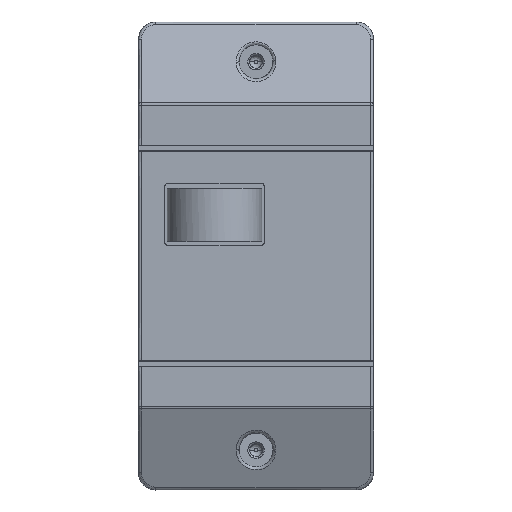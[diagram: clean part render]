
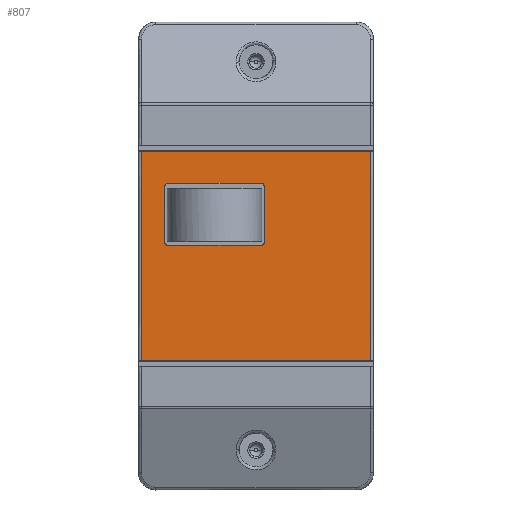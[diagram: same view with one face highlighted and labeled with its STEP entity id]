
A CAD part, top view. The second image highlights one B-rep face of the part: STEP entity #807.
In plain terms, the highlighted planar face has unit normal (0, 0, 1).
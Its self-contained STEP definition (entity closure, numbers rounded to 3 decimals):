
#807=ADVANCED_FACE('',(#1565,#1289),#12113,.T.);
#1289=FACE_BOUND('',#2305,.T.);
#1565=FACE_OUTER_BOUND('',#2304,.T.);
#2304=EDGE_LOOP('',(#4170,#4171,#4172,#4173));
#2305=EDGE_LOOP('',(#4174,#4175,#4176,#4177,#4178,#4179,#4180,#4181));
#4170=ORIENTED_EDGE('',*,*,#7403,.T.);
#4171=ORIENTED_EDGE('',*,*,#7318,.F.);
#4172=ORIENTED_EDGE('',*,*,#7404,.T.);
#4173=ORIENTED_EDGE('',*,*,#7279,.F.);
#4174=ORIENTED_EDGE('',*,*,#7412,.T.);
#4175=ORIENTED_EDGE('',*,*,#7405,.T.);
#4176=ORIENTED_EDGE('',*,*,#7406,.T.);
#4177=ORIENTED_EDGE('',*,*,#7407,.T.);
#4178=ORIENTED_EDGE('',*,*,#7408,.T.);
#4179=ORIENTED_EDGE('',*,*,#7409,.T.);
#4180=ORIENTED_EDGE('',*,*,#7410,.T.);
#4181=ORIENTED_EDGE('',*,*,#7411,.T.);
#7279=EDGE_CURVE('',#11118,#11115,#9097,.T.);
#7318=EDGE_CURVE('',#11147,#11144,#9136,.T.);
#7403=EDGE_CURVE('',#11118,#11144,#9221,.T.);
#7404=EDGE_CURVE('',#11147,#11115,#9222,.T.);
#7405=EDGE_CURVE('',#11211,#11212,#9223,.T.);
#7406=EDGE_CURVE('',#11212,#11213,#10293,.T.);
#7407=EDGE_CURVE('',#11213,#11214,#9224,.T.);
#7408=EDGE_CURVE('',#11214,#11215,#10294,.T.);
#7409=EDGE_CURVE('',#11215,#11216,#9225,.T.);
#7410=EDGE_CURVE('',#11216,#11217,#10295,.T.);
#7411=EDGE_CURVE('',#11217,#11218,#9226,.T.);
#7412=EDGE_CURVE('',#11218,#11211,#10296,.T.);
#9097=B_SPLINE_CURVE_WITH_KNOTS('',1,(#18974,#18975),.UNSPECIFIED.,.F.,
 .F.,(2,2),(-35.789,0.),.UNSPECIFIED.);
#9136=B_SPLINE_CURVE_WITH_KNOTS('',1,(#19056,#19057),.UNSPECIFIED.,.F.,
 .F.,(2,2),(-35.789,0.),.UNSPECIFIED.);
#9221=B_SPLINE_CURVE_WITH_KNOTS('',1,(#19226,#19227),.UNSPECIFIED.,.F.,
 .F.,(2,2),(0.,39.2),.UNSPECIFIED.);
#9222=B_SPLINE_CURVE_WITH_KNOTS('',1,(#19228,#19229),.UNSPECIFIED.,.F.,
 .F.,(2,2),(0.,39.2),.UNSPECIFIED.);
#9223=B_SPLINE_CURVE_WITH_KNOTS('',1,(#19230,#19231),.UNSPECIFIED.,.F.,
 .F.,(2,2),(0.,9.6),.UNSPECIFIED.);
#9224=B_SPLINE_CURVE_WITH_KNOTS('',1,(#19235,#19236),.UNSPECIFIED.,.F.,
 .F.,(2,2),(0.,16.),.UNSPECIFIED.);
#9225=B_SPLINE_CURVE_WITH_KNOTS('',1,(#19240,#19241),.UNSPECIFIED.,.F.,
 .F.,(2,2),(0.,9.6),.UNSPECIFIED.);
#9226=B_SPLINE_CURVE_WITH_KNOTS('',1,(#19245,#19246),.UNSPECIFIED.,.F.,
 .F.,(2,2),(0.,16.),.UNSPECIFIED.);
#10293=(
BOUNDED_CURVE()
B_SPLINE_CURVE(2,(#19232,#19233,#19234),.UNSPECIFIED.,.F.,.F.)
B_SPLINE_CURVE_WITH_KNOTS((3,3),(0.,1.),.UNSPECIFIED.)
CURVE()
GEOMETRIC_REPRESENTATION_ITEM()
RATIONAL_B_SPLINE_CURVE((1.,0.707,1.))
REPRESENTATION_ITEM('')
);
#10294=(
BOUNDED_CURVE()
B_SPLINE_CURVE(2,(#19237,#19238,#19239),.UNSPECIFIED.,.F.,.F.)
B_SPLINE_CURVE_WITH_KNOTS((3,3),(0.,1.),.UNSPECIFIED.)
CURVE()
GEOMETRIC_REPRESENTATION_ITEM()
RATIONAL_B_SPLINE_CURVE((1.,0.707,1.))
REPRESENTATION_ITEM('')
);
#10295=(
BOUNDED_CURVE()
B_SPLINE_CURVE(2,(#19242,#19243,#19244),.UNSPECIFIED.,.F.,.F.)
B_SPLINE_CURVE_WITH_KNOTS((3,3),(0.,1.),.UNSPECIFIED.)
CURVE()
GEOMETRIC_REPRESENTATION_ITEM()
RATIONAL_B_SPLINE_CURVE((1.,0.707,1.))
REPRESENTATION_ITEM('')
);
#10296=(
BOUNDED_CURVE()
B_SPLINE_CURVE(2,(#19247,#19248,#19249),.UNSPECIFIED.,.F.,.F.)
B_SPLINE_CURVE_WITH_KNOTS((3,3),(0.,1.),.UNSPECIFIED.)
CURVE()
GEOMETRIC_REPRESENTATION_ITEM()
RATIONAL_B_SPLINE_CURVE((1.,0.707,1.))
REPRESENTATION_ITEM('')
);
#11115=VERTEX_POINT('',#18582);
#11118=VERTEX_POINT('',#18585);
#11144=VERTEX_POINT('',#18611);
#11147=VERTEX_POINT('',#18614);
#11211=VERTEX_POINT('',#18678);
#11212=VERTEX_POINT('',#18679);
#11213=VERTEX_POINT('',#18680);
#11214=VERTEX_POINT('',#18681);
#11215=VERTEX_POINT('',#18682);
#11216=VERTEX_POINT('',#18683);
#11217=VERTEX_POINT('',#18684);
#11218=VERTEX_POINT('',#18685);
#12113=PLANE('',#12623);
#12623=AXIS2_PLACEMENT_3D('',#18464,#13204,$);
#13204=DIRECTION('',(0.,0.,1.));
#18464=CARTESIAN_POINT('',(-23.629,-21.6,22.201));
#18582=CARTESIAN_POINT('',(19.611,-17.901,22.201));
#18585=CARTESIAN_POINT('',(19.611,17.888,22.201));
#18611=CARTESIAN_POINT('',(-19.589,17.888,22.201));
#18614=CARTESIAN_POINT('',(-19.589,-17.901,22.201));
#18678=CARTESIAN_POINT('',(1.411,11.888,22.201));
#18679=CARTESIAN_POINT('',(1.411,2.288,22.201));
#18680=CARTESIAN_POINT('',(0.911,1.788,22.201));
#18681=CARTESIAN_POINT('',(-15.089,1.788,22.201));
#18682=CARTESIAN_POINT('',(-15.589,2.288,22.201));
#18683=CARTESIAN_POINT('',(-15.589,11.888,22.201));
#18684=CARTESIAN_POINT('',(-15.089,12.388,22.201));
#18685=CARTESIAN_POINT('',(0.911,12.388,22.201));
#18974=CARTESIAN_POINT('',(19.611,17.888,22.201));
#18975=CARTESIAN_POINT('',(19.611,-17.901,22.201));
#19056=CARTESIAN_POINT('',(-19.589,-17.901,22.201));
#19057=CARTESIAN_POINT('',(-19.589,17.888,22.201));
#19226=CARTESIAN_POINT('',(19.611,17.888,22.201));
#19227=CARTESIAN_POINT('',(-19.589,17.888,22.201));
#19228=CARTESIAN_POINT('',(-19.589,-17.901,22.201));
#19229=CARTESIAN_POINT('',(19.611,-17.901,22.201));
#19230=CARTESIAN_POINT('',(1.411,11.888,22.201));
#19231=CARTESIAN_POINT('',(1.411,2.288,22.201));
#19232=CARTESIAN_POINT('',(1.411,2.288,22.201));
#19233=CARTESIAN_POINT('',(1.411,1.788,22.201));
#19234=CARTESIAN_POINT('',(0.911,1.788,22.201));
#19235=CARTESIAN_POINT('',(0.911,1.788,22.201));
#19236=CARTESIAN_POINT('',(-15.089,1.788,22.201));
#19237=CARTESIAN_POINT('',(-15.089,1.788,22.201));
#19238=CARTESIAN_POINT('',(-15.589,1.788,22.201));
#19239=CARTESIAN_POINT('',(-15.589,2.288,22.201));
#19240=CARTESIAN_POINT('',(-15.589,2.288,22.201));
#19241=CARTESIAN_POINT('',(-15.589,11.888,22.201));
#19242=CARTESIAN_POINT('',(-15.589,11.888,22.201));
#19243=CARTESIAN_POINT('',(-15.589,12.388,22.201));
#19244=CARTESIAN_POINT('',(-15.089,12.388,22.201));
#19245=CARTESIAN_POINT('',(-15.089,12.388,22.201));
#19246=CARTESIAN_POINT('',(0.911,12.388,22.201));
#19247=CARTESIAN_POINT('',(0.911,12.388,22.201));
#19248=CARTESIAN_POINT('',(1.411,12.388,22.201));
#19249=CARTESIAN_POINT('',(1.411,11.888,22.201));
